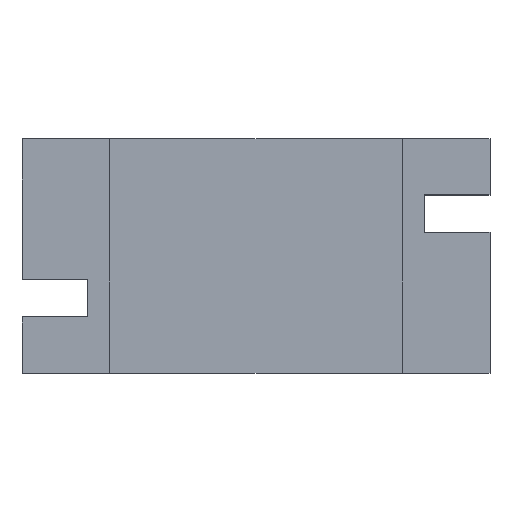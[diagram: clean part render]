
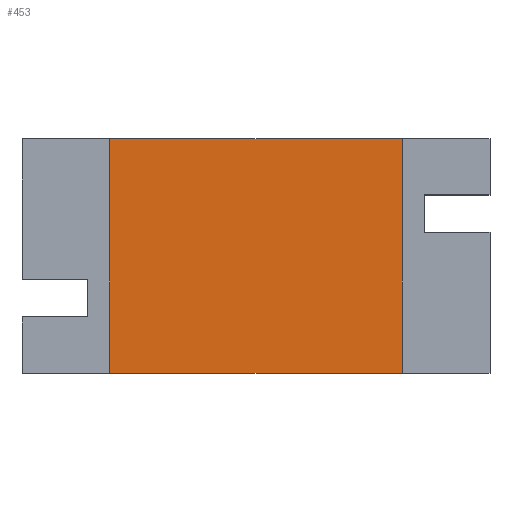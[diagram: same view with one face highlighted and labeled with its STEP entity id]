
A CAD part, top view. The second image highlights one B-rep face of the part: STEP entity #453.
In plain terms, the highlighted planar face has unit normal (0, 0, 1).
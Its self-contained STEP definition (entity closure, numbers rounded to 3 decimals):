
#35=FACE_OUTER_BOUND($,#61,.T.);
#61=EDGE_LOOP($,(#383,#384,#385,#386));
#115=LINE($,#710,#175);
#116=LINE($,#712,#176);
#117=LINE($,#714,#177);
#118=LINE($,#715,#178);
#175=VECTOR($,#584,3.97);
#176=VECTOR($,#585,3.18);
#177=VECTOR($,#586,3.97);
#178=VECTOR($,#587,3.18);
#219=VERTEX_POINT($,#708);
#220=VERTEX_POINT($,#709);
#221=VERTEX_POINT($,#711);
#222=VERTEX_POINT($,#713);
#275=EDGE_CURVE($,#219,#220,#115,.T.);
#276=EDGE_CURVE($,#221,#220,#116,.T.);
#277=EDGE_CURVE($,#222,#221,#117,.T.);
#278=EDGE_CURVE($,#222,#219,#118,.T.);
#383=ORIENTED_EDGE($,*,*,#275,.T.);
#384=ORIENTED_EDGE($,*,*,#276,.F.);
#385=ORIENTED_EDGE($,*,*,#277,.F.);
#386=ORIENTED_EDGE($,*,*,#278,.T.);
#427=PLANE($,#486);
#453=ADVANCED_FACE($,(#35),#427,.T.);
#486=AXIS2_PLACEMENT_3D($,#707,#582,#583);
#582=DIRECTION('center_axis',(0.,0.,1.));
#583=DIRECTION('ref_axis',(1.,0.,0.));
#584=DIRECTION($,(-1.,0.,0.));
#585=DIRECTION($,(0.,1.,0.));
#586=DIRECTION($,(-1.,0.,0.));
#587=DIRECTION($,(0.,1.,0.));
#707=CARTESIAN_POINT('Origin',(-1.985,-1.59,0.635));
#708=CARTESIAN_POINT('',(1.985,1.59,0.635));
#709=CARTESIAN_POINT('',(-1.985,1.59,0.635));
#710=CARTESIAN_POINT($,(-0.992,1.59,0.635));
#711=CARTESIAN_POINT('',(-1.985,-1.59,0.635));
#712=CARTESIAN_POINT($,(-1.985,-1.59,0.635));
#713=CARTESIAN_POINT('',(1.985,-1.59,0.635));
#714=CARTESIAN_POINT($,(1.985,-1.59,0.635));
#715=CARTESIAN_POINT($,(1.985,-1.59,0.635));
